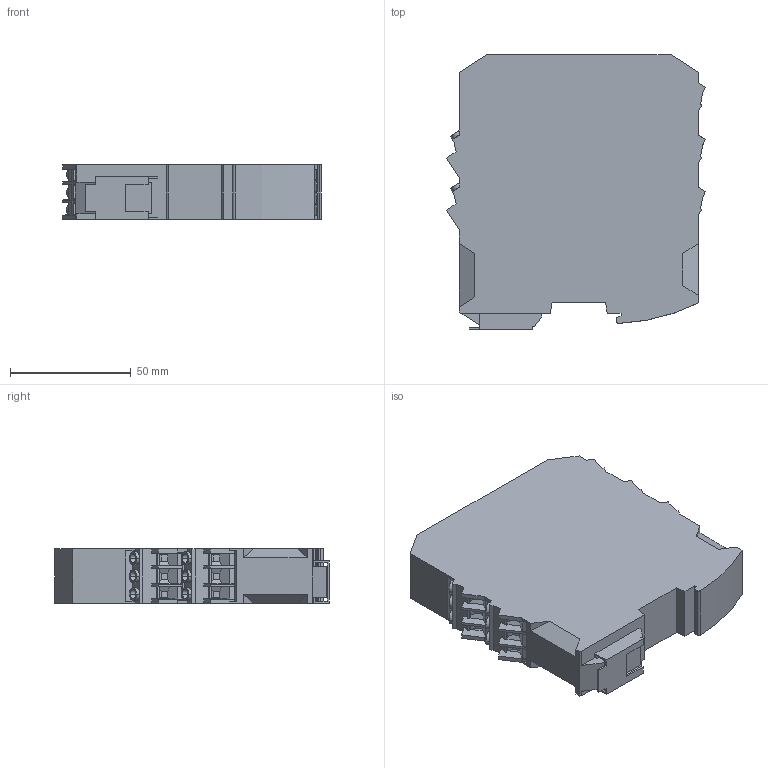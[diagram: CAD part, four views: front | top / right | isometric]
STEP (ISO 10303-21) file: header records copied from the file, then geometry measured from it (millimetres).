
FILE_DESCRIPTION(('SolidDesigner STEP Export'),'2;1');
FILE_NAME('2900561_ELR_H5_ES_SC_24DC_500AC_9-select.stp','2010-07-05T10:37:48',(''),(''),'CoCreate Modeling STEP processor for AP214 (Solid Model)','CoCreate Modeling 16.00A 16-Aug-2008 (C) Parametric Technology GmbH','');
FILE_SCHEMA(('AUTOMOTIVE_DESIGN { 1 0 10303 214 1 1 1 1 }'));
Length unit declared in the file: millimetre
Products named in the file (2): 2900561_ELR_H5_ES_SC_24DC_500AC_9-select
Assembly tree (1 placements, depth 2):
  2900561_ELR_H5_ES_SC_24DC_500AC_9-select
    2900561_ELR_H5_ES_SC_24DC_500AC_9-select
Bounding box: 107.13 x 113.6 x 22.6 mm (x, y, z)
Volume: 236469 mm3; surface area: 34603.4 mm2
Topology: 1 solids, 1 shells, 384 faces, 1038 edges, 692 vertices
Faces by surface type: plane 333, cylinder 51
Entity records: 13697 total; most frequent: ORIENTED_EDGE 2076, CARTESIAN_POINT 1924, DIRECTION 1576, EDGE_CURVE 1038, VECTOR 888, LINE 888, VERTEX_POINT 692, EDGE_LOOP 422
